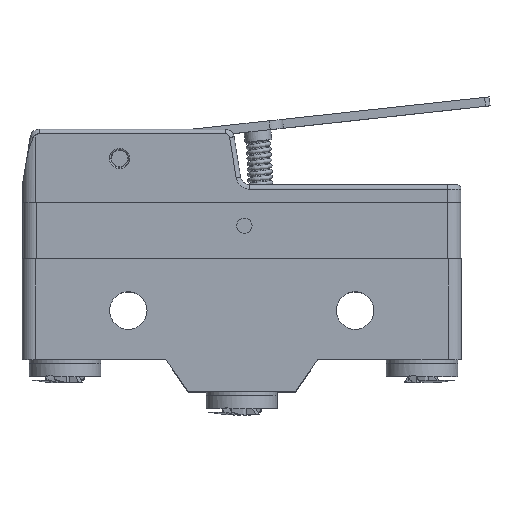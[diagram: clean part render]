
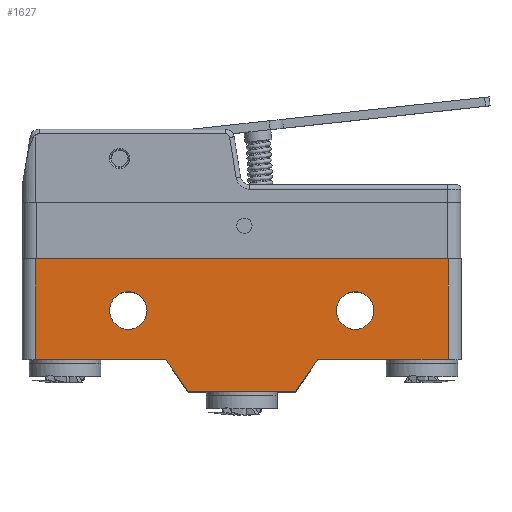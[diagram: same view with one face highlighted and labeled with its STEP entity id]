
A CAD part, top view. The second image highlights one B-rep face of the part: STEP entity #1627.
In plain terms, the highlighted planar face has unit normal (0, 0, 1).
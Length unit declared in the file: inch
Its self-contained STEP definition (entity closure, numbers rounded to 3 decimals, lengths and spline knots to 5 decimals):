
#74 = ORIENTED_EDGE ( 'NONE', *, *, #17758, .F. ) ;
#244 = VERTEX_POINT ( 'NONE', #18279 ) ;
#876 = CARTESIAN_POINT ( 'NONE',  ( 0.5, 0.35827, 0.3435 ) ) ;
#1333 = VERTEX_POINT ( 'NONE', #20593 ) ;
#1627 = ADVANCED_FACE ( 'NONE', ( #14843, #5263, #2690 ), #23069, .F. ) ;
#1649 = AXIS2_PLACEMENT_3D ( 'NONE', #16688, #20842, #10649 ) ;
#1692 = CARTESIAN_POINT ( 'NONE',  ( -0.41732, 0.35827, 0.3435 ) ) ;
#1716 = EDGE_CURVE ( 'NONE', #1972, #244, #20964, .T. ) ;
#1866 = CARTESIAN_POINT ( 'NONE',  ( 0.90945, 0.58661, 0.3435 ) ) ;
#1972 = VERTEX_POINT ( 'NONE', #11228 ) ;
#2521 = VERTEX_POINT ( 'NONE', #18147 ) ;
#2591 = VERTEX_POINT ( 'NONE', #18915 ) ;
#2690 = FACE_BOUND ( 'NONE', #13547, .T. ) ;
#2845 = EDGE_CURVE ( 'NONE', #1333, #19045, #20939, .T. ) ;
#3759 = LINE ( 'NONE', #23257, #24255 ) ;
#3987 = VECTOR ( 'NONE', #24751, 39.37008 ) ;
#4329 = ORIENTED_EDGE ( 'NONE', *, *, #7289, .F. ) ;
#4665 = VERTEX_POINT ( 'NONE', #5756 ) ;
#4958 = DIRECTION ( 'NONE',  ( -1., 0., 0. ) ) ;
#5223 = CARTESIAN_POINT ( 'NONE',  ( -1.04331, 0.58661, 0.3435 ) ) ;
#5239 = VECTOR ( 'NONE', #4958, 39.37008 ) ;
#5263 = FACE_OUTER_BOUND ( 'NONE', #22368, .T. ) ;
#5425 = LINE ( 'NONE', #11306, #11512 ) ;
#5756 = CARTESIAN_POINT ( 'NONE',  ( 0.23622, 0., 0.3435 ) ) ;
#5906 = LINE ( 'NONE', #5223, #5239 ) ;
#5980 = VECTOR ( 'NONE', #19223, 39.37008 ) ;
#7289 = EDGE_CURVE ( 'NONE', #25266, #25266, #7537, .T. ) ;
#7506 = DIRECTION ( 'NONE',  ( 1., 0., 0. ) ) ;
#7537 = CIRCLE ( 'NONE', #22485, 0.08268 ) ;
#7690 = VECTOR ( 'NONE', #12506, 39.37008 ) ;
#8441 = VECTOR ( 'NONE', #26643, 39.37008 ) ;
#8448 = ORIENTED_EDGE ( 'NONE', *, *, #18469, .F. ) ;
#8548 = ORIENTED_EDGE ( 'NONE', *, *, #2845, .F. ) ;
#9140 = DIRECTION ( 'NONE',  ( 1., 0., 0. ) ) ;
#9340 = VERTEX_POINT ( 'NONE', #1866 ) ;
#9917 = EDGE_CURVE ( 'NONE', #244, #1333, #5425, .T. ) ;
#10405 = EDGE_CURVE ( 'NONE', #2591, #4665, #3759, .T. ) ;
#10649 = DIRECTION ( 'NONE',  ( -1., 0., 0. ) ) ;
#11154 = AXIS2_PLACEMENT_3D ( 'NONE', #876, #15195, #9140 ) ;
#11228 = CARTESIAN_POINT ( 'NONE',  ( -0.23622, 0., 0.3435 ) ) ;
#11306 = CARTESIAN_POINT ( 'NONE',  ( 0.9685, 0.14173, 0.3435 ) ) ;
#11359 = CARTESIAN_POINT ( 'NONE',  ( -0.5, 0.35827, 0.3435 ) ) ;
#11364 = VECTOR ( 'NONE', #25672, 39.37008 ) ;
#11512 = VECTOR ( 'NONE', #19895, 39.37008 ) ;
#12493 = ORIENTED_EDGE ( 'NONE', *, *, #1716, .F. ) ;
#12506 = DIRECTION ( 'NONE',  ( -1., 0., 0. ) ) ;
#12566 = ORIENTED_EDGE ( 'NONE', *, *, #13240, .F. ) ;
#12719 = ORIENTED_EDGE ( 'NONE', *, *, #20749, .F. ) ;
#13240 = EDGE_CURVE ( 'NONE', #9340, #24683, #25842, .T. ) ;
#13547 = EDGE_LOOP ( 'NONE', ( #8448 ) ) ;
#13568 = LINE ( 'NONE', #16391, #3987 ) ;
#14755 = CARTESIAN_POINT ( 'NONE',  ( -0.90945, 0.58661, 0.3435 ) ) ;
#14843 = FACE_BOUND ( 'NONE', #22922, .T. ) ;
#15089 = DIRECTION ( 'NONE',  ( -0.572, -0.82, 0. ) ) ;
#15195 = DIRECTION ( 'NONE',  ( 0., 0., 1. ) ) ;
#16391 = CARTESIAN_POINT ( 'NONE',  ( 0.9685, 0.14173, 0.3435 ) ) ;
#16688 = CARTESIAN_POINT ( 'NONE',  ( 0.9685, 0.14173, 0.3435 ) ) ;
#17207 = CARTESIAN_POINT ( 'NONE',  ( 0.90945, 0.14173, 0.3435 ) ) ;
#17219 = CARTESIAN_POINT ( 'NONE',  ( 0.90945, 0.14173, 0.3435 ) ) ;
#17307 = DIRECTION ( 'NONE',  ( 0., 0., 1. ) ) ;
#17758 = EDGE_CURVE ( 'NONE', #4665, #1972, #22731, .T. ) ;
#18147 = CARTESIAN_POINT ( 'NONE',  ( 0.58268, 0.35827, 0.3435 ) ) ;
#18279 = CARTESIAN_POINT ( 'NONE',  ( -0.33418, 0.14173, 0.3435 ) ) ;
#18469 = EDGE_CURVE ( 'NONE', #2521, #2521, #22694, .T. ) ;
#18825 = CARTESIAN_POINT ( 'NONE',  ( 0.9685, 0., 0.3435 ) ) ;
#18915 = CARTESIAN_POINT ( 'NONE',  ( 0.33511, 0.14173, 0.3435 ) ) ;
#19045 = VERTEX_POINT ( 'NONE', #14755 ) ;
#19223 = DIRECTION ( 'NONE',  ( 0., -1., 0. ) ) ;
#19895 = DIRECTION ( 'NONE',  ( -1., 0., 0. ) ) ;
#20593 = CARTESIAN_POINT ( 'NONE',  ( -0.90945, 0.14173, 0.3435 ) ) ;
#20749 = EDGE_CURVE ( 'NONE', #24683, #2591, #13568, .T. ) ;
#20842 = DIRECTION ( 'NONE',  ( 0., 0., -1. ) ) ;
#20939 = LINE ( 'NONE', #22319, #8441 ) ;
#20964 = LINE ( 'NONE', #25583, #11364 ) ;
#21830 = ORIENTED_EDGE ( 'NONE', *, *, #21958, .T. ) ;
#21958 = EDGE_CURVE ( 'NONE', #9340, #19045, #5906, .T. ) ;
#22126 = ORIENTED_EDGE ( 'NONE', *, *, #9917, .F. ) ;
#22319 = CARTESIAN_POINT ( 'NONE',  ( -0.90945, 0.14173, 0.3435 ) ) ;
#22368 = EDGE_LOOP ( 'NONE', ( #12493, #74, #26129, #12719, #12566, #21830, #8548, #22126 ) ) ;
#22485 = AXIS2_PLACEMENT_3D ( 'NONE', #11359, #17307, #7506 ) ;
#22694 = CIRCLE ( 'NONE', #11154, 0.08268 ) ;
#22731 = LINE ( 'NONE', #18825, #7690 ) ;
#22922 = EDGE_LOOP ( 'NONE', ( #4329 ) ) ;
#23069 = PLANE ( 'NONE',  #1649 ) ;
#23257 = CARTESIAN_POINT ( 'NONE',  ( 0.33511, 0.14173, 0.3435 ) ) ;
#24255 = VECTOR ( 'NONE', #15089, 39.37008 ) ;
#24683 = VERTEX_POINT ( 'NONE', #17207 ) ;
#24751 = DIRECTION ( 'NONE',  ( -1., 0., 0. ) ) ;
#25266 = VERTEX_POINT ( 'NONE', #1692 ) ;
#25583 = CARTESIAN_POINT ( 'NONE',  ( -0.23622, 0., 0.3435 ) ) ;
#25672 = DIRECTION ( 'NONE',  ( -0.569, 0.823, 0. ) ) ;
#25842 = LINE ( 'NONE', #17219, #5980 ) ;
#26129 = ORIENTED_EDGE ( 'NONE', *, *, #10405, .F. ) ;
#26643 = DIRECTION ( 'NONE',  ( 0., 1., 0. ) ) ;
